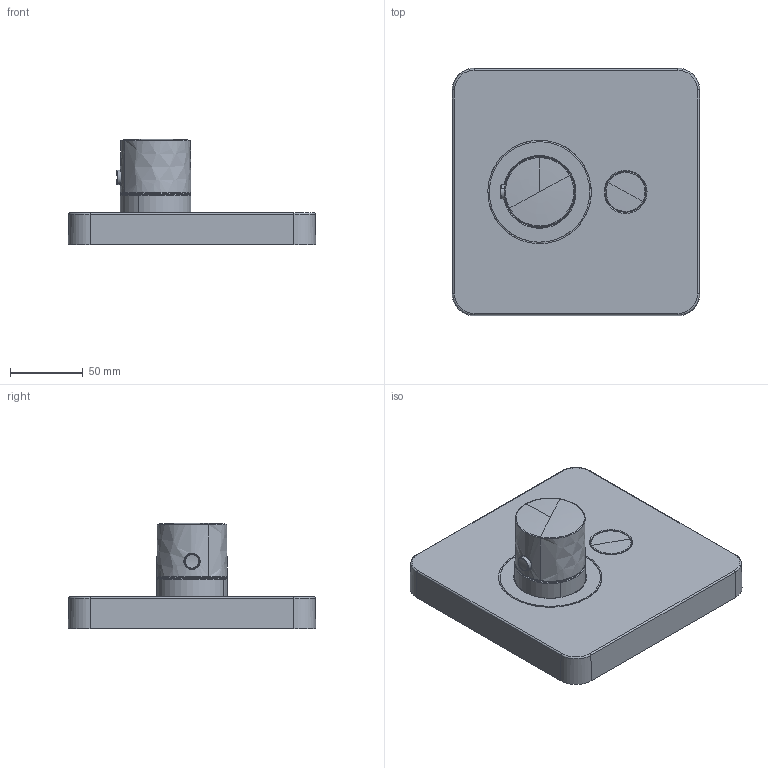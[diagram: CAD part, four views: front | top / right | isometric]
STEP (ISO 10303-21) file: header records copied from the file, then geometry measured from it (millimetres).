
FILE_DESCRIPTION(('CAx-IF Rec.Pracs.---Model Styling and Organization---1.2---2011-12-15','CAx-IF Rec.Pracs.---Geometric and Assembly Validation Properties---4.1---2014-06-16','CAx-IF Rec.Pracs.---PMI Polyline Presentation---2.0---2013-05-24'),'2;1');
FILE_NAME('1000091584_PPR_000.stp','2019-01-10T10:14:02+01:00',(''),(''),'STEP Interface 4.1 by CT CoreTechnologie','3D_Evolution4.1 by CT CoreTechnologie','');
FILE_SCHEMA(('AP203_CONFIGURATION_CONTROLLED_3D_DESIGN_OF_MECHANICAL_PARTS_AND_ASSEMBLIES_MIM_LF'));
Length unit declared in the file: millimetre
Products named in the file (8): P_2 Citterio E Select TH UP Highfl.1 V 1000091584_PPR_000_A1; P_2 Taste iBox Select_AXOR 1000091416_PPA_000_A0; P_2 Griff Thermostat UPT-FS Starck kpl. 1000113345_PPR_000_A0; P_2 Griff Ther.UPT-FS Starck Shower Solu 1000091118_PPA_000_A0; P_2 Taste UPT                     AX JMM 1000083617_PPA_000_A0; Gewindestift DIN913-M4x16-A2 m.Sicherung 1000059639_PPA_000_A0; P_2 Huelse UPT T42 AX Starck SSC (L=30) 1000125695_PPA_000_A0; P_2 Rosette_T42_1AV_softcube_Zink 1000132553_PPA_000_A0
Assembly tree (7 placements, depth 3):
  P_2 Citterio E Select TH UP Highfl.1 V 1000091584_PPR_000_A1
    P_2 Taste iBox Select_AXOR 1000091416_PPA_000_A0
    P_2 Griff Thermostat UPT-FS Starck kpl. 1000113345_PPR_000_A0
      P_2 Griff Ther.UPT-FS Starck Shower Solu 1000091118_PPA_000_A0
      P_2 Taste UPT                     AX JMM 1000083617_PPA_000_A0
      Gewindestift DIN913-M4x16-A2 m.Sicherung 1000059639_PPA_000_A0
    P_2 Huelse UPT T42 AX Starck SSC (L=30) 1000125695_PPA_000_A0
    P_2 Rosette_T42_1AV_softcube_Zink 1000132553_PPA_000_A0
Bounding box: 170 x 170 x 72.4 mm (x, y, z)
Volume: 749493.1 mm3; surface area: 91666 mm2
Topology: 7 solids, 7 shells, 114 faces, 247 edges, 149 vertices
Faces by surface type: bspline 53, plane 39, cylinder 22
Entity records: 7030 total; most frequent: CARTESIAN_POINT 2667, ORIENTED_EDGE 484, DIRECTION 480, EDGE_CURVE 242, AXIS2_PLACEMENT_3D 191, VERTEX_POINT 149, CIRCLE 122, EDGE_LOOP 121
